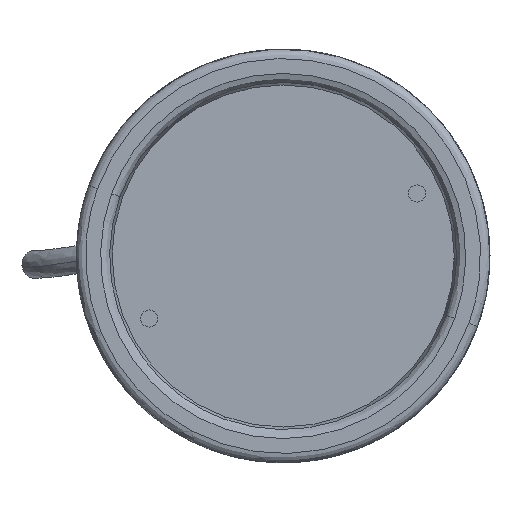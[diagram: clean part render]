
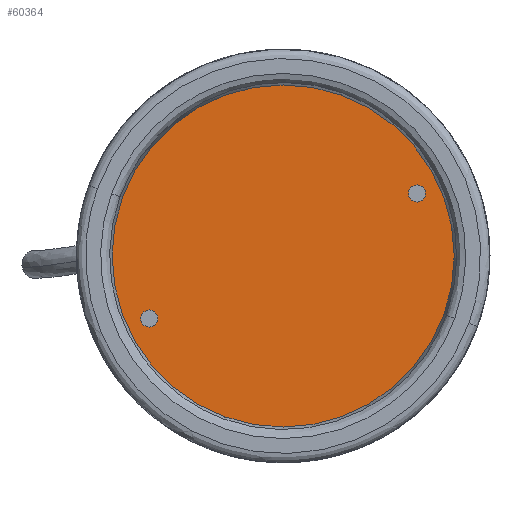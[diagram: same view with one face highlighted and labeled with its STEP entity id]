
A CAD part, front view. The second image highlights one B-rep face of the part: STEP entity #60364.
In plain terms, the highlighted planar face has unit normal (0, -1, 0).
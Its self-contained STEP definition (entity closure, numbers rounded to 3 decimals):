
#823 = AXIS2_PLACEMENT_3D ( 'NONE', #38960, #57550, #14845 ) ;
#4787 = CARTESIAN_POINT ( 'NONE',  ( 0., 5.2, 0. ) ) ;
#5058 = AXIS2_PLACEMENT_3D ( 'NONE', #49749, #43015, #31941 ) ;
#7456 = EDGE_LOOP ( 'NONE', ( #39917, #67768 ) ) ;
#7740 = DIRECTION ( 'NONE',  ( 0., -1., 0. ) ) ;
#8962 = EDGE_CURVE ( 'NONE', #26976, #35824, #75023, .T. ) ;
#11168 = EDGE_LOOP ( 'NONE', ( #21352, #68249 ) ) ;
#13068 = CARTESIAN_POINT ( 'NONE',  ( 30.838, 5.2, 33.588 ) ) ;
#13746 = AXIS2_PLACEMENT_3D ( 'NONE', #37394, #7740, #61533 ) ;
#13824 = CARTESIAN_POINT ( 'NONE',  ( 0., 5.2, 0. ) ) ;
#13965 = CIRCLE ( 'NONE', #45506, 2.75 ) ;
#14845 = DIRECTION ( 'NONE',  ( 0., 0., 1. ) ) ;
#20683 = VERTEX_POINT ( 'NONE', #55120 ) ;
#20890 = DIRECTION ( 'NONE',  ( 1., 0., 0. ) ) ;
#21352 = ORIENTED_EDGE ( 'NONE', *, *, #44131, .F. ) ;
#21940 = FACE_BOUND ( 'NONE', #11168, .T. ) ;
#22318 = PLANE ( 'NONE',  #823 ) ;
#26435 = EDGE_CURVE ( 'NONE', #46845, #20683, #41277, .T. ) ;
#26976 = VERTEX_POINT ( 'NONE', #45972 ) ;
#27205 = CARTESIAN_POINT ( 'NONE',  ( -33.588, 5.2, -33.588 ) ) ;
#29912 = EDGE_CURVE ( 'NONE', #20683, #46845, #47817, .T. ) ;
#31941 = DIRECTION ( 'NONE',  ( 1., 0., 0. ) ) ;
#32011 = DIRECTION ( 'NONE',  ( 0., 0., -1. ) ) ;
#33427 = FACE_BOUND ( 'NONE', #45268, .T. ) ;
#35824 = VERTEX_POINT ( 'NONE', #64719 ) ;
#35931 = ORIENTED_EDGE ( 'NONE', *, *, #26435, .F. ) ;
#36490 = CARTESIAN_POINT ( 'NONE',  ( -36.338, 5.2, -33.588 ) ) ;
#37394 = CARTESIAN_POINT ( 'NONE',  ( -33.588, 5.2, -33.588 ) ) ;
#37534 = CARTESIAN_POINT ( 'NONE',  ( 33.588, 5.2, 33.588 ) ) ;
#38337 = DIRECTION ( 'NONE',  ( 0., -1., 0. ) ) ;
#38755 = AXIS2_PLACEMENT_3D ( 'NONE', #27205, #56495, #20890 ) ;
#38960 = CARTESIAN_POINT ( 'NONE',  ( -110., 5.2, -110. ) ) ;
#39737 = FACE_OUTER_BOUND ( 'NONE', #7456, .T. ) ;
#39917 = ORIENTED_EDGE ( 'NONE', *, *, #56817, .T. ) ;
#41277 = CIRCLE ( 'NONE', #38755, 2.75 ) ;
#42566 = VERTEX_POINT ( 'NONE', #13068 ) ;
#43015 = DIRECTION ( 'NONE',  ( 0., -1., 0. ) ) ;
#44131 = EDGE_CURVE ( 'NONE', #65803, #42566, #13965, .T. ) ;
#45012 = DIRECTION ( 'NONE',  ( 1., 0., 0. ) ) ;
#45268 = EDGE_LOOP ( 'NONE', ( #71192, #35931 ) ) ;
#45506 = AXIS2_PLACEMENT_3D ( 'NONE', #37534, #74730, #45012 ) ;
#45949 = AXIS2_PLACEMENT_3D ( 'NONE', #4787, #53037, #71275 ) ;
#45972 = CARTESIAN_POINT ( 'NONE',  ( 0., 5.2, 55. ) ) ;
#46845 = VERTEX_POINT ( 'NONE', #36490 ) ;
#47817 = CIRCLE ( 'NONE', #13746, 2.75 ) ;
#49749 = CARTESIAN_POINT ( 'NONE',  ( 33.588, 5.2, 33.588 ) ) ;
#53037 = DIRECTION ( 'NONE',  ( 0., -1., 0. ) ) ;
#55120 = CARTESIAN_POINT ( 'NONE',  ( -30.838, 5.2, -33.588 ) ) ;
#55175 = CARTESIAN_POINT ( 'NONE',  ( 36.338, 5.2, 33.588 ) ) ;
#56495 = DIRECTION ( 'NONE',  ( 0., -1., 0. ) ) ;
#56817 = EDGE_CURVE ( 'NONE', #35824, #26976, #75180, .T. ) ;
#57550 = DIRECTION ( 'NONE',  ( 0., 1., 0. ) ) ;
#60364 = ADVANCED_FACE ( 'NONE', ( #21940, #33427, #39737 ), #22318, .F. ) ;
#61533 = DIRECTION ( 'NONE',  ( 1., 0., 0. ) ) ;
#61896 = CIRCLE ( 'NONE', #5058, 2.75 ) ;
#64719 = CARTESIAN_POINT ( 'NONE',  ( 0., 5.2, -55. ) ) ;
#65803 = VERTEX_POINT ( 'NONE', #55175 ) ;
#67768 = ORIENTED_EDGE ( 'NONE', *, *, #8962, .T. ) ;
#68249 = ORIENTED_EDGE ( 'NONE', *, *, #70497, .F. ) ;
#70497 = EDGE_CURVE ( 'NONE', #42566, #65803, #61896, .T. ) ;
#71192 = ORIENTED_EDGE ( 'NONE', *, *, #29912, .F. ) ;
#71275 = DIRECTION ( 'NONE',  ( 0., 0., -1. ) ) ;
#74730 = DIRECTION ( 'NONE',  ( 0., -1., 0. ) ) ;
#75023 = CIRCLE ( 'NONE', #45949, 55. ) ;
#75123 = AXIS2_PLACEMENT_3D ( 'NONE', #13824, #38337, #32011 ) ;
#75180 = CIRCLE ( 'NONE', #75123, 55. ) ;
